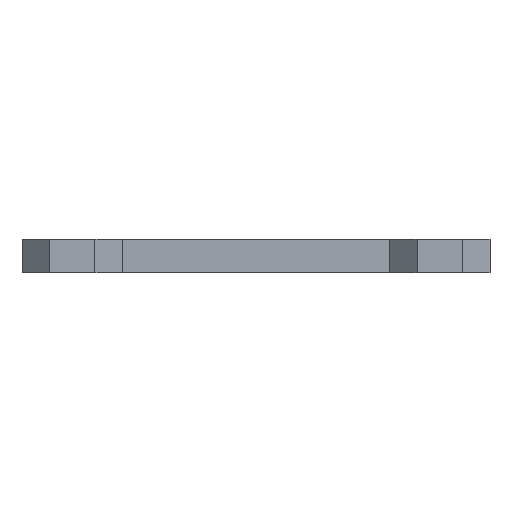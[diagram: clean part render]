
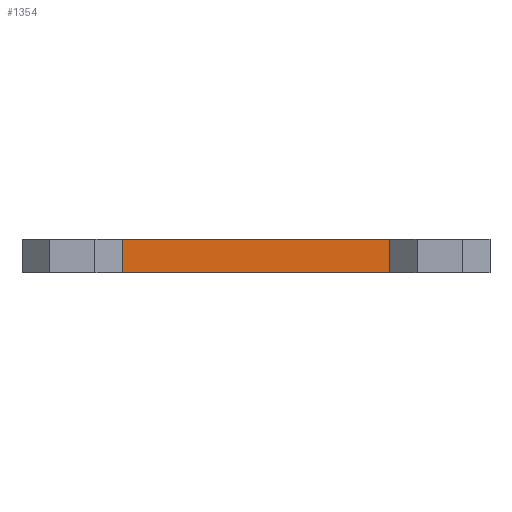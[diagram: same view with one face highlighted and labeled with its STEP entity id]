
A CAD part, front view. The second image highlights one B-rep face of the part: STEP entity #1354.
In plain terms, the highlighted planar face has unit normal (0, -1, 0).
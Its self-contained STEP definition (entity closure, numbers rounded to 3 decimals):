
#72=FACE_OUTER_BOUND('',#149,.T.);
#149=EDGE_LOOP('',(#1158,#1159,#1160,#1161));
#196=LINE('',#1829,#385);
#302=LINE('',#2041,#491);
#330=LINE('',#2097,#519);
#332=LINE('',#2100,#521);
#385=VECTOR('',#1493,10.);
#491=VECTOR('',#1657,10.);
#519=VECTOR('',#1687,10.);
#521=VECTOR('',#1691,10.);
#565=VERTEX_POINT('',#1826);
#566=VERTEX_POINT('',#1828);
#643=VERTEX_POINT('',#2039);
#670=VERTEX_POINT('',#2095);
#698=EDGE_CURVE('',#565,#566,#196,.T.);
#804=EDGE_CURVE('',#643,#565,#302,.T.);
#832=EDGE_CURVE('',#670,#643,#330,.T.);
#834=EDGE_CURVE('',#670,#566,#332,.T.);
#1158=ORIENTED_EDGE('',*,*,#832,.F.);
#1159=ORIENTED_EDGE('',*,*,#834,.T.);
#1160=ORIENTED_EDGE('',*,*,#698,.F.);
#1161=ORIENTED_EDGE('',*,*,#804,.F.);
#1286=PLANE('',#1424);
#1354=ADVANCED_FACE('',(#72),#1286,.F.);
#1424=AXIS2_PLACEMENT_3D('',#2115,#1713,#1714);
#1493=DIRECTION('',(1.,0.,0.));
#1657=DIRECTION('',(0.,0.,1.));
#1687=DIRECTION('',(-1.,0.,0.));
#1691=DIRECTION('',(0.,0.,1.));
#1713=DIRECTION('center_axis',(0.,1.,0.));
#1714=DIRECTION('ref_axis',(-1.,0.,0.));
#1826=CARTESIAN_POINT('',(175.,20.,5.));
#1828=CARTESIAN_POINT('',(215.,20.,5.));
#1829=CARTESIAN_POINT('',(205.,20.,5.));
#2039=CARTESIAN_POINT('',(175.,20.,0.));
#2041=CARTESIAN_POINT('',(175.,20.,0.));
#2095=CARTESIAN_POINT('',(215.,20.,0.));
#2097=CARTESIAN_POINT('',(205.,20.,0.));
#2100=CARTESIAN_POINT('',(215.,20.,0.));
#2115=CARTESIAN_POINT('Origin',(215.,20.,0.));
